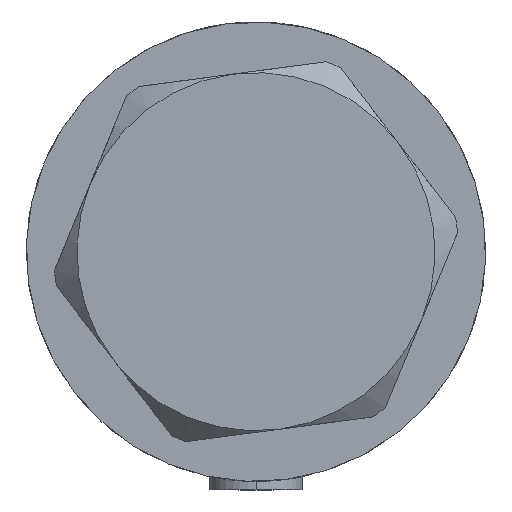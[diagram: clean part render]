
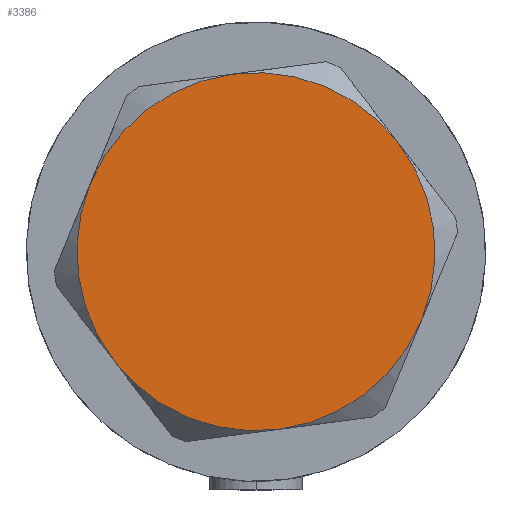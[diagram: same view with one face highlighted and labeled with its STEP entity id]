
A CAD part, left-side view. The second image highlights one B-rep face of the part: STEP entity #3386.
In plain terms, the highlighted face is planar.
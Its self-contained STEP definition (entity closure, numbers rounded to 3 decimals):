
#226 = CARTESIAN_POINT ( 'NONE',  ( -11.5, -19.919, 13. ) ) ;
#336 = CIRCLE ( 'NONE', #3849, 23. ) ;
#352 = AXIS2_PLACEMENT_3D ( 'NONE', #3926, #3585, #1325 ) ;
#572 = AXIS2_PLACEMENT_3D ( 'NONE', #3293, #4409, #2958 ) ;
#586 = AXIS2_PLACEMENT_3D ( 'NONE', #2152, #2494, #3988 ) ;
#742 = ORIENTED_EDGE ( 'NONE', *, *, #4386, .T. ) ;
#1047 = VERTEX_POINT ( 'NONE', #226 ) ;
#1290 = EDGE_CURVE ( 'NONE', #2812, #4111, #2115, .T. ) ;
#1325 = DIRECTION ( 'NONE',  ( 1., 0., 0. ) ) ;
#1371 = DIRECTION ( 'NONE',  ( 0., 0., 1. ) ) ;
#1454 = EDGE_CURVE ( 'NONE', #1047, #2123, #4678, .T. ) ;
#1572 = CARTESIAN_POINT ( 'NONE',  ( 11.5, 19.919, 13. ) ) ;
#1578 = CIRCLE ( 'NONE', #572, 23. ) ;
#1674 = DIRECTION ( 'NONE',  ( 1., 0., 0. ) ) ;
#1784 = ORIENTED_EDGE ( 'NONE', *, *, #2616, .T. ) ;
#1928 = FACE_OUTER_BOUND ( 'NONE', #4648, .T. ) ;
#2115 = CIRCLE ( 'NONE', #4290, 23. ) ;
#2123 = VERTEX_POINT ( 'NONE', #2465 ) ;
#2152 = CARTESIAN_POINT ( 'NONE',  ( 0., 0., 13. ) ) ;
#2364 = AXIS2_PLACEMENT_3D ( 'NONE', #3426, #4015, #3747 ) ;
#2371 = CIRCLE ( 'NONE', #352, 23. ) ;
#2413 = EDGE_CURVE ( 'NONE', #3212, #3093, #1578, .T. ) ;
#2427 = DIRECTION ( 'NONE',  ( 1., 0., 0. ) ) ;
#2454 = CARTESIAN_POINT ( 'NONE',  ( 0., 0., 13. ) ) ;
#2465 = CARTESIAN_POINT ( 'NONE',  ( 11.5, -19.919, 13. ) ) ;
#2494 = DIRECTION ( 'NONE',  ( 0., 0., 1. ) ) ;
#2616 = EDGE_CURVE ( 'NONE', #4111, #1047, #336, .T. ) ;
#2801 = ORIENTED_EDGE ( 'NONE', *, *, #2413, .T. ) ;
#2812 = VERTEX_POINT ( 'NONE', #2874 ) ;
#2841 = ORIENTED_EDGE ( 'NONE', *, *, #1454, .T. ) ;
#2874 = CARTESIAN_POINT ( 'NONE',  ( -11.5, 19.919, 13. ) ) ;
#2958 = DIRECTION ( 'NONE',  ( 1., 0., 0. ) ) ;
#3093 = VERTEX_POINT ( 'NONE', #1572 ) ;
#3212 = VERTEX_POINT ( 'NONE', #4657 ) ;
#3293 = CARTESIAN_POINT ( 'NONE',  ( 0., 0., 13. ) ) ;
#3297 = CARTESIAN_POINT ( 'NONE',  ( -23., 0., 13. ) ) ;
#3377 = PLANE ( 'NONE',  #2364 ) ;
#3386 = ADVANCED_FACE ( 'NONE', ( #1928 ), #3377, .T. ) ;
#3426 = CARTESIAN_POINT ( 'NONE',  ( 0., 0., 13. ) ) ;
#3539 = DIRECTION ( 'NONE',  ( 0., 0., 1. ) ) ;
#3585 = DIRECTION ( 'NONE',  ( 0., 0., 1. ) ) ;
#3586 = ORIENTED_EDGE ( 'NONE', *, *, #1290, .T. ) ;
#3615 = DIRECTION ( 'NONE',  ( 1., 0., 0. ) ) ;
#3666 = ORIENTED_EDGE ( 'NONE', *, *, #4301, .T. ) ;
#3747 = DIRECTION ( 'NONE',  ( 1., 0., 0. ) ) ;
#3849 = AXIS2_PLACEMENT_3D ( 'NONE', #4764, #4376, #3615 ) ;
#3926 = CARTESIAN_POINT ( 'NONE',  ( 0., 0., 13. ) ) ;
#3988 = DIRECTION ( 'NONE',  ( 1., 0., 0. ) ) ;
#4015 = DIRECTION ( 'NONE',  ( 0., 0., 1. ) ) ;
#4111 = VERTEX_POINT ( 'NONE', #3297 ) ;
#4253 = CARTESIAN_POINT ( 'NONE',  ( 0., 0., 13. ) ) ;
#4290 = AXIS2_PLACEMENT_3D ( 'NONE', #2454, #1371, #2427 ) ;
#4301 = EDGE_CURVE ( 'NONE', #3093, #2812, #2371, .T. ) ;
#4376 = DIRECTION ( 'NONE',  ( 0., 0., 1. ) ) ;
#4386 = EDGE_CURVE ( 'NONE', #2123, #3212, #4615, .T. ) ;
#4409 = DIRECTION ( 'NONE',  ( 0., 0., 1. ) ) ;
#4615 = CIRCLE ( 'NONE', #586, 23. ) ;
#4648 = EDGE_LOOP ( 'NONE', ( #742, #2801, #3666, #3586, #1784, #2841 ) ) ;
#4657 = CARTESIAN_POINT ( 'NONE',  ( 23., 0., 13. ) ) ;
#4678 = CIRCLE ( 'NONE', #4757, 23. ) ;
#4757 = AXIS2_PLACEMENT_3D ( 'NONE', #4253, #3539, #1674 ) ;
#4764 = CARTESIAN_POINT ( 'NONE',  ( 0., 0., 13. ) ) ;
